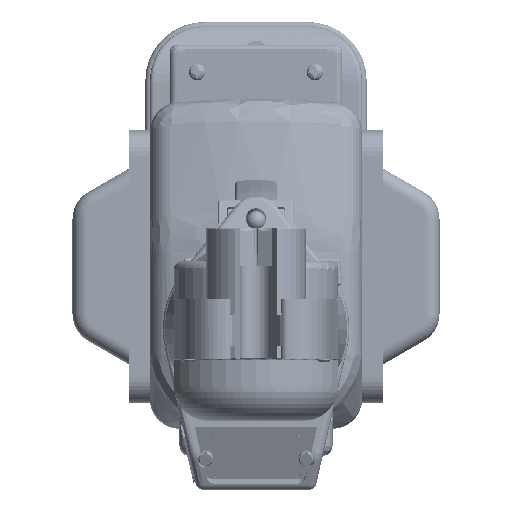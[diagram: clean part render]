
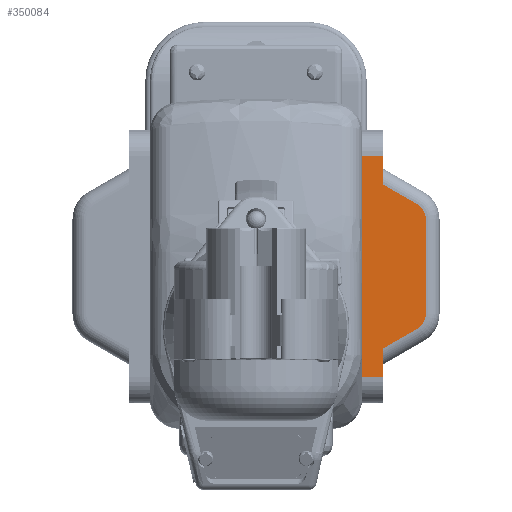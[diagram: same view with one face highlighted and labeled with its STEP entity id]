
A CAD part, top view. The second image highlights one B-rep face of the part: STEP entity #350084.
In plain terms, the highlighted planar face has unit normal (0, 0, 1).
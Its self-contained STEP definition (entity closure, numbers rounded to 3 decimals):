
#259574=DIRECTION('',(0.,-1.,0.));
#259575=VECTOR('',#259574,56.5);
#259576=CARTESIAN_POINT('',(26.75,44.7,-376.533));
#259577=LINE('',#259576,#259575);
#259600=DIRECTION('',(-1.,0.,0.));
#259601=VECTOR('',#259600,5.5);
#259602=CARTESIAN_POINT('',(32.25,-11.8,-376.533));
#259603=LINE('',#259602,#259601);
#259608=DIRECTION('',(-0.866,0.5,0.));
#259609=VECTOR('',#259608,10.104);
#259610=CARTESIAN_POINT('',(41.,32.357,-376.533));
#259611=LINE('',#259610,#259609);
#259612=CARTESIAN_POINT('',(38.75,28.46,-376.533));
#259613=DIRECTION('',(0.,0.,1.));
#259614=DIRECTION('',(1.,0.,0.));
#259615=AXIS2_PLACEMENT_3D('',#259612,#259613,#259614);
#259617=DIRECTION('',(0.,1.,0.));
#259618=VECTOR('',#259617,24.019);
#259619=CARTESIAN_POINT('',(43.25,4.44,-376.533));
#259620=LINE('',#259619,#259618);
#259621=CARTESIAN_POINT('',(38.75,4.44,-376.533));
#259622=DIRECTION('',(0.,0.,1.));
#259623=DIRECTION('',(0.5,-0.866,0.));
#259624=AXIS2_PLACEMENT_3D('',#259621,#259622,#259623);
#259626=DIRECTION('',(0.866,0.5,0.));
#259627=VECTOR('',#259626,10.104);
#259628=CARTESIAN_POINT('',(32.25,-4.509,-376.533));
#259629=LINE('',#259628,#259627);
#259634=DIRECTION('',(-1.,0.,0.));
#259635=VECTOR('',#259634,5.5);
#259636=CARTESIAN_POINT('',(32.25,44.7,-376.533));
#259637=LINE('',#259636,#259635);
#259673=DIRECTION('',(0.,1.,0.));
#259674=VECTOR('',#259673,7.291);
#259675=CARTESIAN_POINT('',(32.25,-11.8,-376.533));
#259676=LINE('',#259675,#259674);
#259850=DIRECTION('',(0.,1.,0.));
#259851=VECTOR('',#259850,7.291);
#259852=CARTESIAN_POINT('',(32.25,37.409,-376.533));
#259853=LINE('',#259852,#259851);
#311089=CARTESIAN_POINT('',(32.25,-11.8,-376.533));
#311091=VERTEX_POINT('',#311089);
#311094=CARTESIAN_POINT('',(32.25,44.7,-376.533));
#311096=VERTEX_POINT('',#311094);
#311141=CARTESIAN_POINT('',(41.,32.357,-376.533));
#311142=CARTESIAN_POINT('',(32.25,37.409,-376.533));
#311143=VERTEX_POINT('',#311141);
#311144=VERTEX_POINT('',#311142);
#311145=CARTESIAN_POINT('',(43.25,28.46,-376.533));
#311146=VERTEX_POINT('',#311145);
#311149=CARTESIAN_POINT('',(43.25,4.44,-376.533));
#311150=VERTEX_POINT('',#311149);
#311153=CARTESIAN_POINT('',(41.,0.543,-376.533));
#311154=VERTEX_POINT('',#311153);
#311157=CARTESIAN_POINT('',(32.25,-4.509,-376.533));
#311158=VERTEX_POINT('',#311157);
#311446=CARTESIAN_POINT('',(26.75,44.7,-376.533));
#311447=CARTESIAN_POINT('',(26.75,-11.8,-376.533));
#311448=VERTEX_POINT('',#311446);
#311449=VERTEX_POINT('',#311447);
#350059=CARTESIAN_POINT('',(26.75,51.2,-376.533));
#350060=DIRECTION('',(0.,0.,1.));
#350061=DIRECTION('',(0.,-1.,0.));
#350062=AXIS2_PLACEMENT_3D('',#350059,#350060,#350061);
#350063=PLANE('',#350062);
#350064=ORIENTED_EDGE('',*,*,#350006,.F.);
#350066=ORIENTED_EDGE('',*,*,#350065,.F.);
#350068=ORIENTED_EDGE('',*,*,#350067,.F.);
#350070=ORIENTED_EDGE('',*,*,#350069,.F.);
#350072=ORIENTED_EDGE('',*,*,#350071,.F.);
#350074=ORIENTED_EDGE('',*,*,#350073,.F.);
#350076=ORIENTED_EDGE('',*,*,#350075,.F.);
#350078=ORIENTED_EDGE('',*,*,#350077,.F.);
#350080=ORIENTED_EDGE('',*,*,#350079,.F.);
#350081=ORIENTED_EDGE('',*,*,#350050,.T.);
#350082=EDGE_LOOP('',(#350064,#350066,#350068,#350070,#350072,#350074,#350076,
#350078,#350080,#350081));
#350083=FACE_OUTER_BOUND('',#350082,.F.);
#350084=ADVANCED_FACE('',(#350083),#350063,.T.);
#259616=CIRCLE('',#259615,4.5);
#259625=CIRCLE('',#259624,4.5);
#350006=EDGE_CURVE('',#311448,#311449,#259577,.T.);
#350050=EDGE_CURVE('',#311091,#311449,#259603,.T.);
#350065=EDGE_CURVE('',#311096,#311448,#259637,.T.);
#350067=EDGE_CURVE('',#311144,#311096,#259853,.T.);
#350069=EDGE_CURVE('',#311143,#311144,#259611,.T.);
#350071=EDGE_CURVE('',#311146,#311143,#259616,.T.);
#350073=EDGE_CURVE('',#311150,#311146,#259620,.T.);
#350075=EDGE_CURVE('',#311154,#311150,#259625,.T.);
#350077=EDGE_CURVE('',#311158,#311154,#259629,.T.);
#350079=EDGE_CURVE('',#311091,#311158,#259676,.T.);
